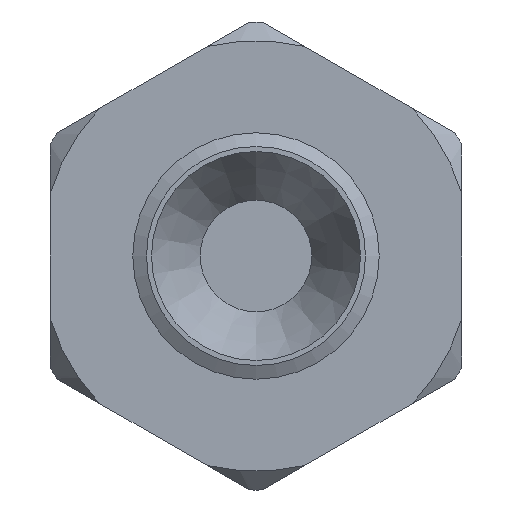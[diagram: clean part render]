
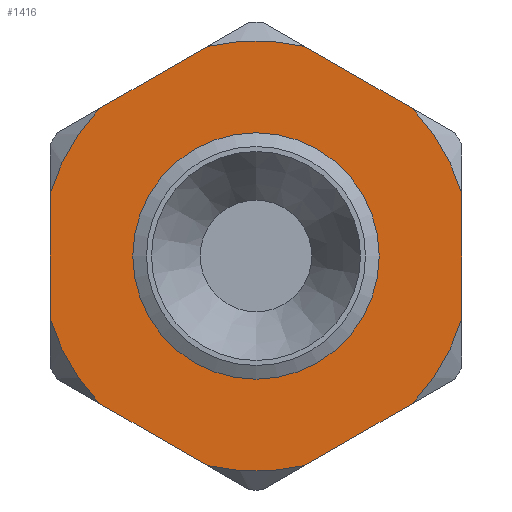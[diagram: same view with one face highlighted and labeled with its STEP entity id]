
A CAD part, left-side view. The second image highlights one B-rep face of the part: STEP entity #1416.
In plain terms, the highlighted planar face has unit normal (-1, 0, 0).
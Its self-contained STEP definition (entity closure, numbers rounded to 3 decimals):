
#23=LINE('',#2121,#63);
#27=LINE('',#2126,#67);
#31=LINE('',#2131,#71);
#35=LINE('',#2136,#75);
#39=LINE('',#2141,#79);
#43=LINE('',#2146,#83);
#63=VECTOR('',#1730,1000.);
#67=VECTOR('',#1736,1000.);
#71=VECTOR('',#1742,1000.);
#75=VECTOR('',#1748,1000.);
#79=VECTOR('',#1754,1000.);
#83=VECTOR('',#1760,1000.);
#111=PLANE('',#1530);
#314=ORIENTED_EDGE('',*,*,#471,.F.);
#315=ORIENTED_EDGE('',*,*,#530,.T.);
#316=ORIENTED_EDGE('',*,*,#453,.F.);
#317=ORIENTED_EDGE('',*,*,#526,.T.);
#318=ORIENTED_EDGE('',*,*,#457,.F.);
#319=ORIENTED_EDGE('',*,*,#522,.T.);
#320=ORIENTED_EDGE('',*,*,#461,.F.);
#321=ORIENTED_EDGE('',*,*,#518,.T.);
#322=ORIENTED_EDGE('',*,*,#465,.F.);
#323=ORIENTED_EDGE('',*,*,#514,.T.);
#324=ORIENTED_EDGE('',*,*,#469,.F.);
#325=ORIENTED_EDGE('',*,*,#510,.T.);
#326=ORIENTED_EDGE('',*,*,#450,.T.);
#450=EDGE_CURVE('',#579,#579,#674,.T.);
#453=EDGE_CURVE('',#582,#583,#676,.T.);
#457=EDGE_CURVE('',#586,#587,#678,.T.);
#461=EDGE_CURVE('',#590,#591,#680,.T.);
#465=EDGE_CURVE('',#594,#595,#682,.T.);
#469=EDGE_CURVE('',#598,#599,#684,.T.);
#471=EDGE_CURVE('',#600,#601,#685,.T.);
#510=EDGE_CURVE('',#598,#601,#23,.T.);
#514=EDGE_CURVE('',#594,#599,#27,.T.);
#518=EDGE_CURVE('',#590,#595,#31,.T.);
#522=EDGE_CURVE('',#586,#591,#35,.T.);
#526=EDGE_CURVE('',#582,#587,#39,.T.);
#530=EDGE_CURVE('',#600,#583,#43,.T.);
#579=VERTEX_POINT('',#1905);
#582=VERTEX_POINT('',#1914);
#583=VERTEX_POINT('',#1916);
#586=VERTEX_POINT('',#1929);
#587=VERTEX_POINT('',#1931);
#590=VERTEX_POINT('',#1944);
#591=VERTEX_POINT('',#1946);
#594=VERTEX_POINT('',#1959);
#595=VERTEX_POINT('',#1961);
#598=VERTEX_POINT('',#1974);
#599=VERTEX_POINT('',#1976);
#600=VERTEX_POINT('',#1983);
#601=VERTEX_POINT('',#1984);
#674=CIRCLE('',#1464,6.);
#676=CIRCLE('',#1467,11.495);
#678=CIRCLE('',#1470,11.495);
#680=CIRCLE('',#1473,11.495);
#682=CIRCLE('',#1476,11.495);
#684=CIRCLE('',#1479,11.495);
#685=CIRCLE('',#1481,11.495);
#783=EDGE_LOOP('',(#314,#315,#316,#317,#318,#319,#320,#321,#322,#323,#324,
#325));
#784=EDGE_LOOP('',(#326));
#875=FACE_BOUND('',#783,.T.);
#876=FACE_BOUND('',#784,.T.);
#1416=ADVANCED_FACE('',(#875,#876),#111,.F.);
#1464=AXIS2_PLACEMENT_3D('',#1904,#1607,#1608);
#1467=AXIS2_PLACEMENT_3D('',#1915,#1613,#1614);
#1470=AXIS2_PLACEMENT_3D('',#1930,#1619,#1620);
#1473=AXIS2_PLACEMENT_3D('',#1945,#1625,#1626);
#1476=AXIS2_PLACEMENT_3D('',#1960,#1631,#1632);
#1479=AXIS2_PLACEMENT_3D('',#1975,#1637,#1638);
#1481=AXIS2_PLACEMENT_3D('',#1982,#1641,#1642);
#1530=AXIS2_PLACEMENT_3D('',#2149,#1763,#1764);
#1607=DIRECTION('',(1.,0.,0.));
#1608=DIRECTION('',(0.,0.,-1.));
#1613=DIRECTION('',(1.,0.,0.));
#1614=DIRECTION('',(0.,0.,-1.));
#1619=DIRECTION('',(1.,0.,0.));
#1620=DIRECTION('',(0.,0.,-1.));
#1625=DIRECTION('',(1.,0.,0.));
#1626=DIRECTION('',(0.,0.,-1.));
#1631=DIRECTION('',(1.,0.,0.));
#1632=DIRECTION('',(0.,0.,-1.));
#1637=DIRECTION('',(1.,0.,0.));
#1638=DIRECTION('',(0.,0.,-1.));
#1641=DIRECTION('',(1.,0.,0.));
#1642=DIRECTION('',(0.,0.,-1.));
#1730=DIRECTION('',(0.,0.,-1.));
#1736=DIRECTION('',(0.,0.866,-0.5));
#1742=DIRECTION('',(0.,0.866,0.5));
#1748=DIRECTION('',(0.,0.,1.));
#1754=DIRECTION('',(0.,-0.866,0.5));
#1760=DIRECTION('',(0.,-0.866,-0.5));
#1763=DIRECTION('',(1.,0.,0.));
#1764=DIRECTION('',(0.,0.,-1.));
#1904=CARTESIAN_POINT('',(12.4,0.,0.));
#1905=CARTESIAN_POINT('',(12.4,0.,-6.));
#1914=CARTESIAN_POINT('',(12.4,-2.611,-11.195));
#1915=CARTESIAN_POINT('',(12.4,0.,0.));
#1916=CARTESIAN_POINT('',(12.4,2.611,-11.195));
#1929=CARTESIAN_POINT('',(12.4,-11.,-3.336));
#1930=CARTESIAN_POINT('',(12.4,0.,0.));
#1931=CARTESIAN_POINT('',(12.4,-8.389,-7.858));
#1944=CARTESIAN_POINT('',(12.4,-8.389,7.858));
#1945=CARTESIAN_POINT('',(12.4,0.,0.));
#1946=CARTESIAN_POINT('',(12.4,-11.,3.336));
#1959=CARTESIAN_POINT('',(12.4,2.611,11.195));
#1960=CARTESIAN_POINT('',(12.4,0.,0.));
#1961=CARTESIAN_POINT('',(12.4,-2.611,11.195));
#1974=CARTESIAN_POINT('',(12.4,11.,3.336));
#1975=CARTESIAN_POINT('',(12.4,0.,0.));
#1976=CARTESIAN_POINT('',(12.4,8.389,7.858));
#1982=CARTESIAN_POINT('',(12.4,0.,0.));
#1983=CARTESIAN_POINT('',(12.4,8.389,-7.858));
#1984=CARTESIAN_POINT('',(12.4,11.,-3.336));
#2121=CARTESIAN_POINT('',(12.4,11.,6.351));
#2126=CARTESIAN_POINT('',(12.4,0.,12.702));
#2131=CARTESIAN_POINT('',(12.4,-11.,6.351));
#2136=CARTESIAN_POINT('',(12.4,-11.,-6.351));
#2141=CARTESIAN_POINT('',(12.4,0.,-12.702));
#2146=CARTESIAN_POINT('',(12.4,11.,-6.351));
#2149=CARTESIAN_POINT('',(12.4,0.,12.5));
